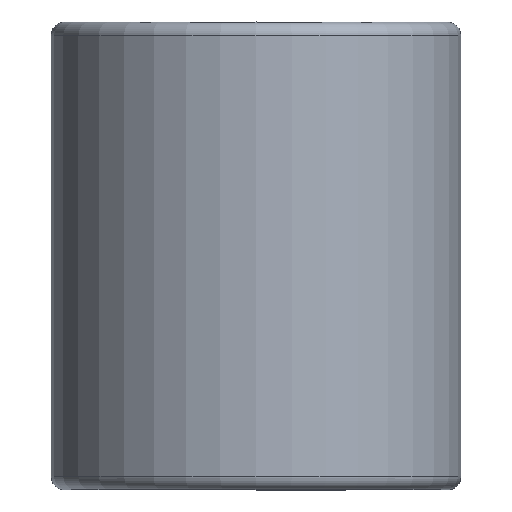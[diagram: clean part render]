
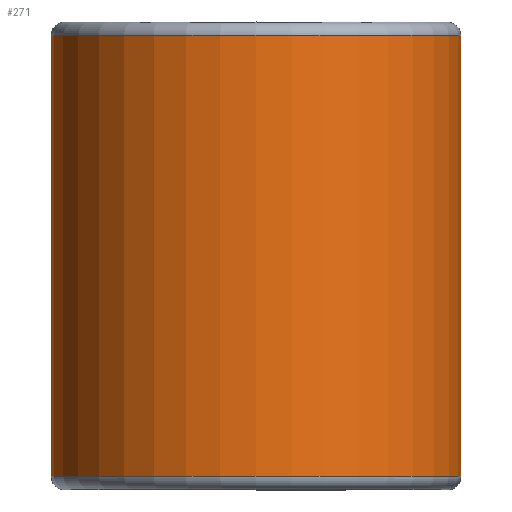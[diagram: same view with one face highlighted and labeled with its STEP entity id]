
A CAD part, top view. The second image highlights one B-rep face of the part: STEP entity #271.
In plain terms, the highlighted cylindrical face has radius 11.836 mm (diameter 23.673 mm), a partial arc.
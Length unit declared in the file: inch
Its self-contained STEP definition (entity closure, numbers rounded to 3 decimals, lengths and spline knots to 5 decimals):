
#71 = VERTEX_POINT ( 'NONE', #2193 ) ;
#100 = VERTEX_POINT ( 'NONE', #938 ) ;
#230 = DIRECTION ( 'NONE',  ( 0., 0., -1. ) ) ;
#271 = ADVANCED_FACE ( 'NONE', ( #1354 ), #2248, .T. ) ;
#337 = VERTEX_POINT ( 'NONE', #789 ) ;
#396 = DIRECTION ( 'NONE',  ( 0., 1., 0. ) ) ;
#444 = CARTESIAN_POINT ( 'NONE',  ( 0.466, 0.50125, 0. ) ) ;
#454 = DIRECTION ( 'NONE',  ( 0., 1., 0. ) ) ;
#522 = CIRCLE ( 'NONE', #1701, 0.466 ) ;
#639 = CARTESIAN_POINT ( 'NONE',  ( 0., -0.50125, -0.466 ) ) ;
#687 = VERTEX_POINT ( 'NONE', #639 ) ;
#750 = EDGE_CURVE ( 'NONE', #337, #71, #1866, .T. ) ;
#789 = CARTESIAN_POINT ( 'NONE',  ( 0.466, -0.50125, 0. ) ) ;
#938 = CARTESIAN_POINT ( 'NONE',  ( 0., 0.50125, -0.466 ) ) ;
#976 = CARTESIAN_POINT ( 'NONE',  ( 0., -0.50125, 0. ) ) ;
#984 = CARTESIAN_POINT ( 'NONE',  ( 0., 0.50125, 0. ) ) ;
#1117 = DIRECTION ( 'NONE',  ( 0., -1., 0. ) ) ;
#1155 = DIRECTION ( 'NONE',  ( 0., 0., -1. ) ) ;
#1168 = DIRECTION ( 'NONE',  ( 0., 0., -1. ) ) ;
#1322 = CARTESIAN_POINT ( 'NONE',  ( 0., 0.50125, -0.466 ) ) ;
#1354 = FACE_OUTER_BOUND ( 'NONE', #1661, .T. ) ;
#1425 = AXIS2_PLACEMENT_3D ( 'NONE', #2112, #1117, #230 ) ;
#1438 = EDGE_CURVE ( 'NONE', #71, #100, #522, .T. ) ;
#1474 = VECTOR ( 'NONE', #454, 39.37008 ) ;
#1661 = EDGE_LOOP ( 'NONE', ( #2133, #2208, #2198, #1862 ) ) ;
#1701 = AXIS2_PLACEMENT_3D ( 'NONE', #984, #2190, #1168 ) ;
#1862 = ORIENTED_EDGE ( 'NONE', *, *, #1926, .F. ) ;
#1866 = LINE ( 'NONE', #444, #1474 ) ;
#1902 = CIRCLE ( 'NONE', #2019, 0.466 ) ;
#1926 = EDGE_CURVE ( 'NONE', #337, #687, #1902, .T. ) ;
#1966 = EDGE_CURVE ( 'NONE', #687, #100, #2315, .T. ) ;
#2019 = AXIS2_PLACEMENT_3D ( 'NONE', #976, #2181, #1155 ) ;
#2112 = CARTESIAN_POINT ( 'NONE',  ( 0., 0.5, 0. ) ) ;
#2133 = ORIENTED_EDGE ( 'NONE', *, *, #750, .T. ) ;
#2181 = DIRECTION ( 'NONE',  ( 0., -1., 0. ) ) ;
#2190 = DIRECTION ( 'NONE',  ( 0., -1., 0. ) ) ;
#2193 = CARTESIAN_POINT ( 'NONE',  ( 0.466, 0.50125, 0. ) ) ;
#2198 = ORIENTED_EDGE ( 'NONE', *, *, #1966, .F. ) ;
#2208 = ORIENTED_EDGE ( 'NONE', *, *, #1438, .T. ) ;
#2248 = CYLINDRICAL_SURFACE ( 'NONE', #1425, 0.466 ) ;
#2315 = LINE ( 'NONE', #1322, #2348 ) ;
#2348 = VECTOR ( 'NONE', #396, 39.37008 ) ;
